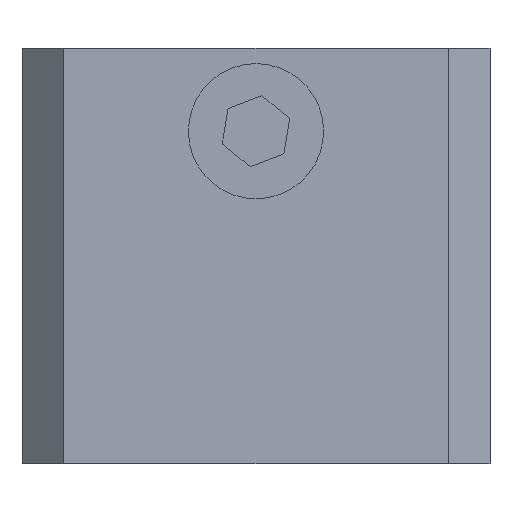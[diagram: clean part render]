
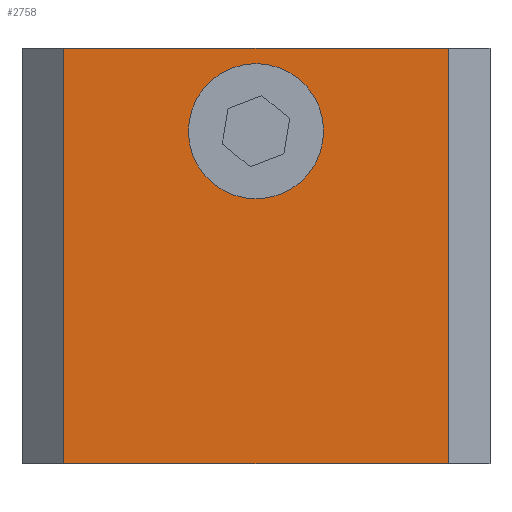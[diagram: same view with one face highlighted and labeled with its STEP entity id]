
A CAD part, left-side view. The second image highlights one B-rep face of the part: STEP entity #2758.
In plain terms, the highlighted planar face has unit normal (-1, 0, 0).
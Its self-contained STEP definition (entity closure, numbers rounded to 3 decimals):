
#198 = DIRECTION ( 'NONE',  ( 0., 1., 0. ) ) ;
#441 = VERTEX_POINT ( 'NONE', #1327 ) ;
#459 = CARTESIAN_POINT ( 'NONE',  ( -17., 12.5, 32. ) ) ;
#510 = DIRECTION ( 'NONE',  ( 0., -1., 0. ) ) ;
#599 = FACE_OUTER_BOUND ( 'NONE', #3862, .T. ) ;
#716 = VERTEX_POINT ( 'NONE', #1776 ) ;
#804 = CARTESIAN_POINT ( 'NONE',  ( -17., -10., 40. ) ) ;
#1139 = CARTESIAN_POINT ( 'NONE',  ( -17., 11.071, 28.264 ) ) ;
#1152 = VERTEX_POINT ( 'NONE', #1139 ) ;
#1327 = CARTESIAN_POINT ( 'NONE',  ( -17., -6., 40. ) ) ;
#1368 = CARTESIAN_POINT ( 'NONE',  ( -17., -6., 40. ) ) ;
#1467 = AXIS2_PLACEMENT_3D ( 'NONE', #2151, #2547, #198 ) ;
#1635 = EDGE_CURVE ( 'NONE', #1774, #2548, #4782, .T. ) ;
#1641 = CIRCLE ( 'NONE', #1467, 4. ) ;
#1687 = PLANE ( 'NONE',  #4842 ) ;
#1774 = VERTEX_POINT ( 'NONE', #1857 ) ;
#1776 = CARTESIAN_POINT ( 'NONE',  ( -17., 13.929, 35.736 ) ) ;
#1857 = CARTESIAN_POINT ( 'NONE',  ( -17., 31., 40. ) ) ;
#2094 = CARTESIAN_POINT ( 'NONE',  ( -17., 31., 40. ) ) ;
#2151 = CARTESIAN_POINT ( 'NONE',  ( -17., 12.5, 32. ) ) ;
#2211 = ORIENTED_EDGE ( 'NONE', *, *, #1635, .T. ) ;
#2219 = EDGE_CURVE ( 'NONE', #1774, #441, #2880, .T. ) ;
#2547 = DIRECTION ( 'NONE',  ( 1., 0., 0. ) ) ;
#2548 = VERTEX_POINT ( 'NONE', #4727 ) ;
#2644 = ORIENTED_EDGE ( 'NONE', *, *, #2219, .F. ) ;
#2758 = ADVANCED_FACE ( 'NONE', ( #599, #3680 ), #1687, .F. ) ;
#2880 = LINE ( 'NONE', #804, #3248 ) ;
#2934 = VECTOR ( 'NONE', #3339, 1000. ) ;
#3069 = EDGE_CURVE ( 'NONE', #4986, #441, #3226, .T. ) ;
#3076 = DIRECTION ( 'NONE',  ( 1., 0., 0. ) ) ;
#3084 = AXIS2_PLACEMENT_3D ( 'NONE', #459, #3076, #3467 ) ;
#3190 = DIRECTION ( 'NONE',  ( 0., 0., -1. ) ) ;
#3194 = ORIENTED_EDGE ( 'NONE', *, *, #3523, .T. ) ;
#3226 = LINE ( 'NONE', #1368, #3472 ) ;
#3248 = VECTOR ( 'NONE', #510, 1000. ) ;
#3302 = CARTESIAN_POINT ( 'NONE',  ( -17., -10., 40. ) ) ;
#3318 = CIRCLE ( 'NONE', #3084, 4. ) ;
#3339 = DIRECTION ( 'NONE',  ( 0., -1., 0. ) ) ;
#3366 = EDGE_CURVE ( 'NONE', #1152, #716, #3318, .T. ) ;
#3467 = DIRECTION ( 'NONE',  ( 0., 1., 0. ) ) ;
#3472 = VECTOR ( 'NONE', #4770, 1000. ) ;
#3523 = EDGE_CURVE ( 'NONE', #2548, #4986, #4152, .T. ) ;
#3680 = FACE_BOUND ( 'NONE', #4214, .T. ) ;
#3721 = CARTESIAN_POINT ( 'NONE',  ( -17., -6., 0. ) ) ;
#3862 = EDGE_LOOP ( 'NONE', ( #2644, #2211, #3194, #4513 ) ) ;
#3882 = VECTOR ( 'NONE', #3190, 1000. ) ;
#3978 = ORIENTED_EDGE ( 'NONE', *, *, #4884, .T. ) ;
#4125 = CARTESIAN_POINT ( 'NONE',  ( -17., -10., 0. ) ) ;
#4152 = LINE ( 'NONE', #4125, #2934 ) ;
#4214 = EDGE_LOOP ( 'NONE', ( #4430, #3978 ) ) ;
#4408 = DIRECTION ( 'NONE',  ( 1., 0., 0. ) ) ;
#4430 = ORIENTED_EDGE ( 'NONE', *, *, #3366, .T. ) ;
#4497 = DIRECTION ( 'NONE',  ( 0., 1., 0. ) ) ;
#4513 = ORIENTED_EDGE ( 'NONE', *, *, #3069, .T. ) ;
#4727 = CARTESIAN_POINT ( 'NONE',  ( -17., 31., 0. ) ) ;
#4770 = DIRECTION ( 'NONE',  ( 0., 0., 1. ) ) ;
#4782 = LINE ( 'NONE', #2094, #3882 ) ;
#4842 = AXIS2_PLACEMENT_3D ( 'NONE', #3302, #4408, #4497 ) ;
#4884 = EDGE_CURVE ( 'NONE', #716, #1152, #1641, .T. ) ;
#4986 = VERTEX_POINT ( 'NONE', #3721 ) ;
